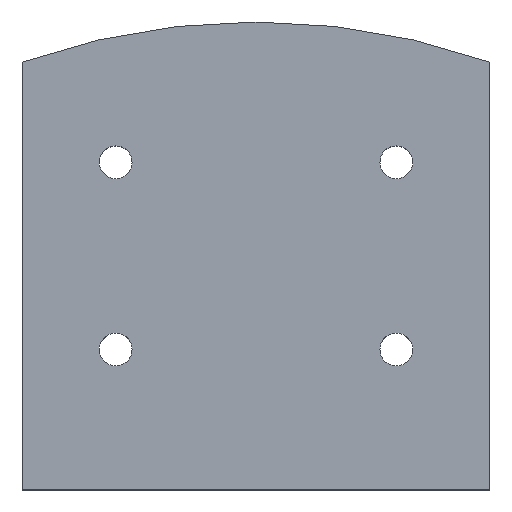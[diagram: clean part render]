
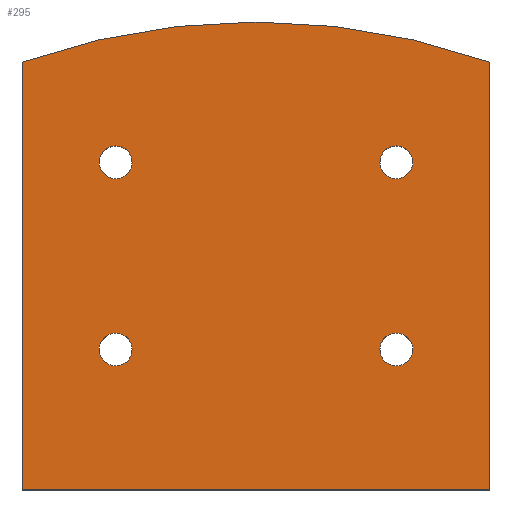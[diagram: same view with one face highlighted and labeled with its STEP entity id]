
A CAD part, top view. The second image highlights one B-rep face of the part: STEP entity #295.
In plain terms, the highlighted planar face has unit normal (0, 0, 1).
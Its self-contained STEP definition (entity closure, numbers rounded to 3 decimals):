
#19=FACE_BOUND('',#75,.T.);
#20=FACE_BOUND('',#76,.T.);
#21=FACE_BOUND('',#77,.T.);
#22=FACE_BOUND('',#78,.T.);
#34=PLANE('',#345);
#52=FACE_OUTER_BOUND('',#74,.T.);
#74=EDGE_LOOP('',(#254,#255,#256,#257));
#75=EDGE_LOOP('',(#258));
#76=EDGE_LOOP('',(#259));
#77=EDGE_LOOP('',(#260));
#78=EDGE_LOOP('',(#261));
#94=LINE('',#499,#112);
#97=LINE('',#505,#115);
#100=LINE('',#511,#118);
#112=VECTOR('',#417,10.);
#115=VECTOR('',#422,10.);
#118=VECTOR('',#427,10.);
#132=CIRCLE('',#332,1.75);
#133=CIRCLE('',#334,1.75);
#134=CIRCLE('',#336,1.75);
#135=CIRCLE('',#338,1.75);
#137=CIRCLE('',#344,75.);
#150=VERTEX_POINT('',#477);
#151=VERTEX_POINT('',#481);
#152=VERTEX_POINT('',#485);
#153=VERTEX_POINT('',#489);
#156=VERTEX_POINT('',#496);
#157=VERTEX_POINT('',#498);
#159=VERTEX_POINT('',#504);
#161=VERTEX_POINT('',#510);
#178=EDGE_CURVE('',#150,#150,#132,.T.);
#180=EDGE_CURVE('',#151,#151,#133,.T.);
#182=EDGE_CURVE('',#152,#152,#134,.T.);
#184=EDGE_CURVE('',#153,#153,#135,.T.);
#188=EDGE_CURVE('',#157,#156,#94,.T.);
#191=EDGE_CURVE('',#159,#157,#97,.T.);
#194=EDGE_CURVE('',#161,#159,#100,.T.);
#197=EDGE_CURVE('',#156,#161,#137,.T.);
#254=ORIENTED_EDGE('',*,*,#197,.T.);
#255=ORIENTED_EDGE('',*,*,#194,.T.);
#256=ORIENTED_EDGE('',*,*,#191,.T.);
#257=ORIENTED_EDGE('',*,*,#188,.T.);
#258=ORIENTED_EDGE('',*,*,#184,.T.);
#259=ORIENTED_EDGE('',*,*,#182,.T.);
#260=ORIENTED_EDGE('',*,*,#180,.T.);
#261=ORIENTED_EDGE('',*,*,#178,.T.);
#295=ADVANCED_FACE('',(#52,#19,#20,#21,#22),#34,.T.);
#332=AXIS2_PLACEMENT_3D('',#478,#395,#396);
#334=AXIS2_PLACEMENT_3D('',#482,#400,#401);
#336=AXIS2_PLACEMENT_3D('',#486,#405,#406);
#338=AXIS2_PLACEMENT_3D('',#490,#410,#411);
#344=AXIS2_PLACEMENT_3D('',#515,#433,#434);
#345=AXIS2_PLACEMENT_3D('',#516,#435,#436);
#395=DIRECTION('center_axis',(0.,0.,-1.));
#396=DIRECTION('ref_axis',(1.,0.,0.));
#400=DIRECTION('center_axis',(0.,0.,-1.));
#401=DIRECTION('ref_axis',(1.,0.,0.));
#405=DIRECTION('center_axis',(0.,0.,-1.));
#406=DIRECTION('ref_axis',(1.,0.,0.));
#410=DIRECTION('center_axis',(0.,0.,-1.));
#411=DIRECTION('ref_axis',(1.,0.,0.));
#417=DIRECTION('',(0.,1.,0.));
#422=DIRECTION('',(1.,0.,0.));
#427=DIRECTION('',(0.,-1.,0.));
#433=DIRECTION('center_axis',(0.,0.,1.));
#434=DIRECTION('ref_axis',(1.,0.,0.));
#435=DIRECTION('center_axis',(0.,0.,1.));
#436=DIRECTION('ref_axis',(1.,0.,0.));
#477=CARTESIAN_POINT('',(-16.75,40.,10.));
#478=CARTESIAN_POINT('Origin',(-15.,40.,10.));
#481=CARTESIAN_POINT('',(-16.75,60.,10.));
#482=CARTESIAN_POINT('Origin',(-15.,60.,10.));
#485=CARTESIAN_POINT('',(13.25,60.,10.));
#486=CARTESIAN_POINT('Origin',(15.,60.,10.));
#489=CARTESIAN_POINT('',(13.25,40.,10.));
#490=CARTESIAN_POINT('Origin',(15.,40.,10.));
#496=CARTESIAN_POINT('',(25.,70.711,10.));
#498=CARTESIAN_POINT('',(25.,25.,10.));
#499=CARTESIAN_POINT('',(25.,75.,10.));
#504=CARTESIAN_POINT('',(-25.,25.,10.));
#505=CARTESIAN_POINT('',(25.,25.,10.));
#510=CARTESIAN_POINT('',(-25.,70.711,10.));
#511=CARTESIAN_POINT('',(-25.,25.,10.));
#515=CARTESIAN_POINT('Origin',(0.,0.,10.));
#516=CARTESIAN_POINT('Origin',(0.,50.,10.));
